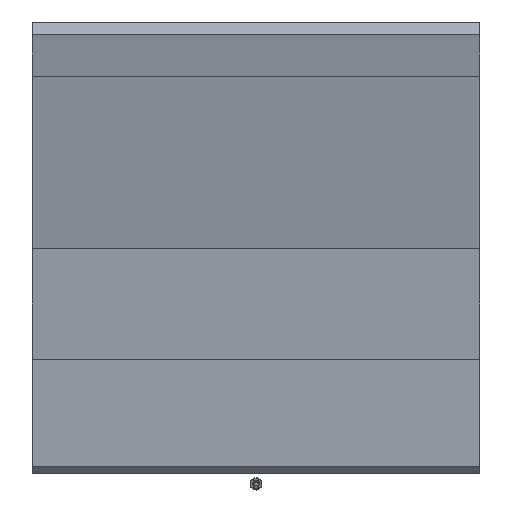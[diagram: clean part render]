
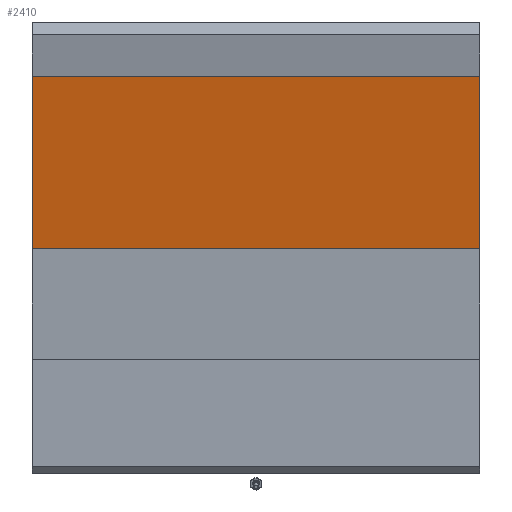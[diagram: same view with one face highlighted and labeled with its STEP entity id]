
A CAD part, top view. The second image highlights one B-rep face of the part: STEP entity #2410.
In plain terms, the highlighted planar face has unit normal (0, -0.212, 0.977).
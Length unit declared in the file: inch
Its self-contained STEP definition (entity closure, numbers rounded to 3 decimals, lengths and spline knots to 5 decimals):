
#68 = VERTEX_POINT ( 'NONE', #4422 ) ;
#207 = DIRECTION ( 'NONE',  ( 0., -0.977, -0.213 ) ) ;
#244 = ORIENTED_EDGE ( 'NONE', *, *, #5822, .F. ) ;
#266 = PLANE ( 'NONE',  #503 ) ;
#385 = VECTOR ( 'NONE', #4260, 39.37008 ) ;
#503 = AXIS2_PLACEMENT_3D ( 'NONE', #5711, #2976, #2107 ) ;
#693 = EDGE_CURVE ( 'NONE', #5717, #3609, #5153, .T. ) ;
#826 = CARTESIAN_POINT ( 'NONE',  ( -12.30315, 22.45199, 3.91899 ) ) ;
#1122 = LINE ( 'NONE', #1156, #385 ) ;
#1156 = CARTESIAN_POINT ( 'NONE',  ( 12.30315, 12.98386, 1.85986 ) ) ;
#1166 = EDGE_LOOP ( 'NONE', ( #1824, #244, #4740, #5755 ) ) ;
#1622 = EDGE_CURVE ( 'NONE', #5717, #68, #5195, .T. ) ;
#1824 = ORIENTED_EDGE ( 'NONE', *, *, #2449, .T. ) ;
#2082 = CARTESIAN_POINT ( 'NONE',  ( -12.30315, 12.98386, 1.85986 ) ) ;
#2107 = DIRECTION ( 'NONE',  ( 0., 0.977, 0.213 ) ) ;
#2365 = VERTEX_POINT ( 'NONE', #2082 ) ;
#2410 = ADVANCED_FACE ( 'NONE', ( #3374 ), #266, .F. ) ;
#2449 = EDGE_CURVE ( 'NONE', #3609, #2365, #4750, .T. ) ;
#2499 = CARTESIAN_POINT ( 'NONE',  ( -12.30315, 12.98386, 1.85986 ) ) ;
#2518 = VECTOR ( 'NONE', #3898, 39.37008 ) ;
#2976 = DIRECTION ( 'NONE',  ( 0., 0.213, -0.977 ) ) ;
#3374 = FACE_OUTER_BOUND ( 'NONE', #1166, .T. ) ;
#3609 = VERTEX_POINT ( 'NONE', #826 ) ;
#3898 = DIRECTION ( 'NONE',  ( 0., -0.977, -0.213 ) ) ;
#4190 = VECTOR ( 'NONE', #5779, 39.37008 ) ;
#4260 = DIRECTION ( 'NONE',  ( -1., 0., 0. ) ) ;
#4398 = CARTESIAN_POINT ( 'NONE',  ( 12.30315, 22.45199, 3.91899 ) ) ;
#4422 = CARTESIAN_POINT ( 'NONE',  ( 12.30315, 12.98386, 1.85986 ) ) ;
#4740 = ORIENTED_EDGE ( 'NONE', *, *, #1622, .F. ) ;
#4750 = LINE ( 'NONE', #2499, #2518 ) ;
#4775 = CARTESIAN_POINT ( 'NONE',  ( 12.30315, 12.98386, 1.85986 ) ) ;
#4856 = VECTOR ( 'NONE', #207, 39.37008 ) ;
#5117 = CARTESIAN_POINT ( 'NONE',  ( 12.30315, 22.45199, 3.91899 ) ) ;
#5153 = LINE ( 'NONE', #4398, #4190 ) ;
#5195 = LINE ( 'NONE', #4775, #4856 ) ;
#5711 = CARTESIAN_POINT ( 'NONE',  ( 12.30315, 12.98386, 1.85986 ) ) ;
#5717 = VERTEX_POINT ( 'NONE', #5117 ) ;
#5755 = ORIENTED_EDGE ( 'NONE', *, *, #693, .T. ) ;
#5779 = DIRECTION ( 'NONE',  ( -1., 0., 0. ) ) ;
#5822 = EDGE_CURVE ( 'NONE', #68, #2365, #1122, .T. ) ;
